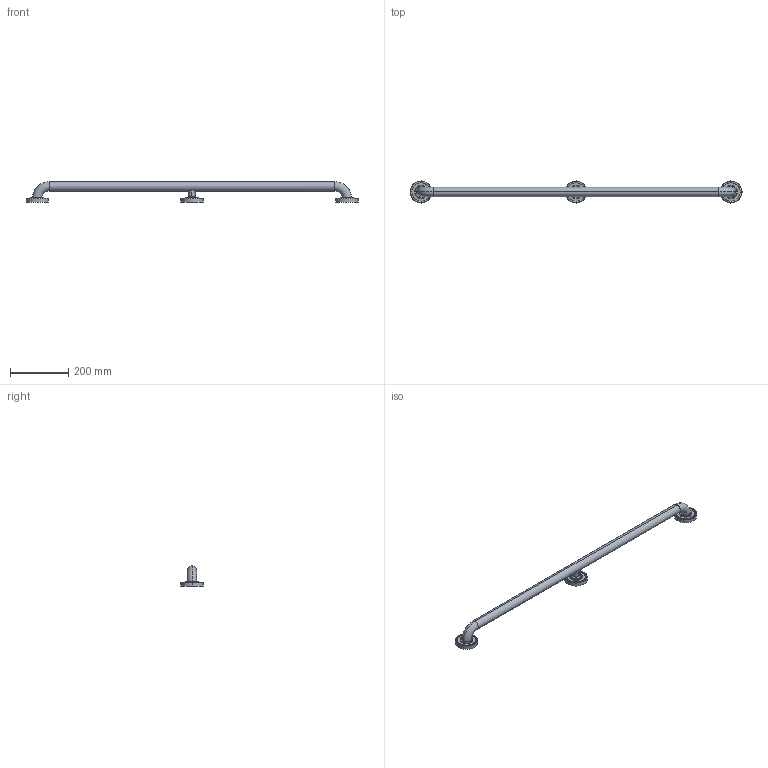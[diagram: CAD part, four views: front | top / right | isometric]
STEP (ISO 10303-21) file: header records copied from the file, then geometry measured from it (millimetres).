
FILE_DESCRIPTION((''),'2;1');
FILE_NAME('1020-3942_SW0001','2021-07-09T12:41:33',('jinson.thomas'),(''),'CREO PARAMETRIC BY PTC INC, 2018400','CREO PARAMETRIC BY PTC INC, 2018400','');
FILE_SCHEMA(('CONFIG_CONTROL_DESIGN'));
Length unit declared in the file: inch
Products named in the file (1): 1020-3942_SW0001
Bounding box: 1143 x 76.2 x 69.86 mm (x, y, z)
Volume: 1074928.4 mm3; surface area: 147812 mm2
Topology: 1 solids, 1 shells, 165 faces, 445 edges, 292 vertices
Faces by surface type: bspline 117, cylinder 17, torus 16, plane 13, cone 2
Entity records: 13830 total; most frequent: CARTESIAN_POINT 10764, ORIENTED_EDGE 890, EDGE_CURVE 445, B_SPLINE_CURVE_WITH_KNOTS 360, VERTEX_POINT 292, DIRECTION 247, EDGE_LOOP 175, FACE_OUTER_BOUND 165
